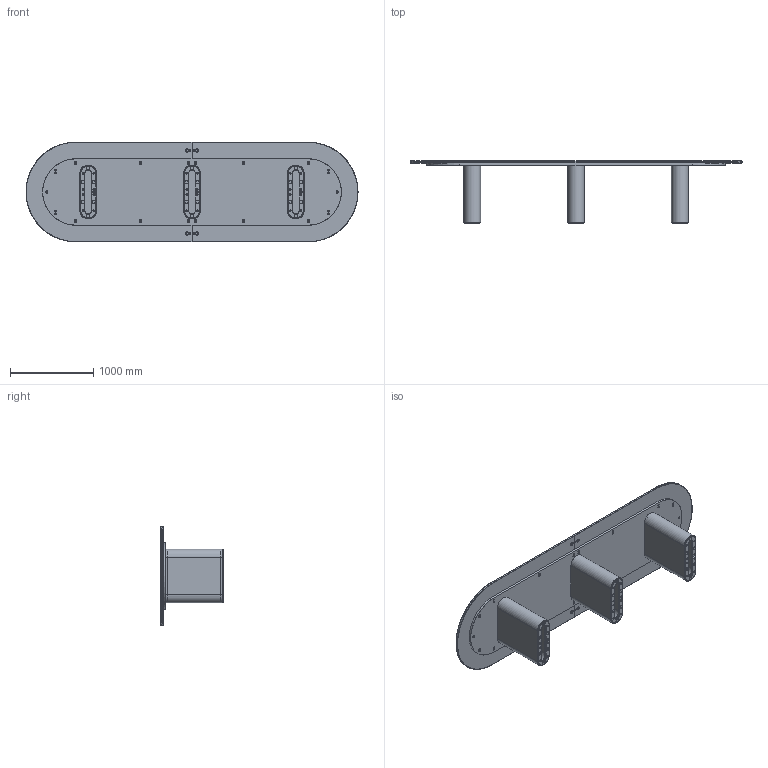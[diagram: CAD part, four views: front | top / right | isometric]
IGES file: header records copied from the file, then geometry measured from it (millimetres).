
Start section: SolidWorks IGES file using analytic representation for surfaces
Global section: file name: Arco-Kami-oval_1_connected-400x120x75-Arco_Design_Studio-3Dfile.IGS; native system: SolidWorks 2019; preprocessor: SolidWorks 2019; author: jellisg; date: 210616.145856; units: millimetre
Bounding box: 4000 x 748 x 1200 mm (x, y, z)
Surface area: 18673447.6 mm2 (no closed solid volume)
Topology: 0 solids, 0 shells, 501 faces, 11970 edges, 11970 vertices
Faces by surface type: revolution 266, bspline 235
